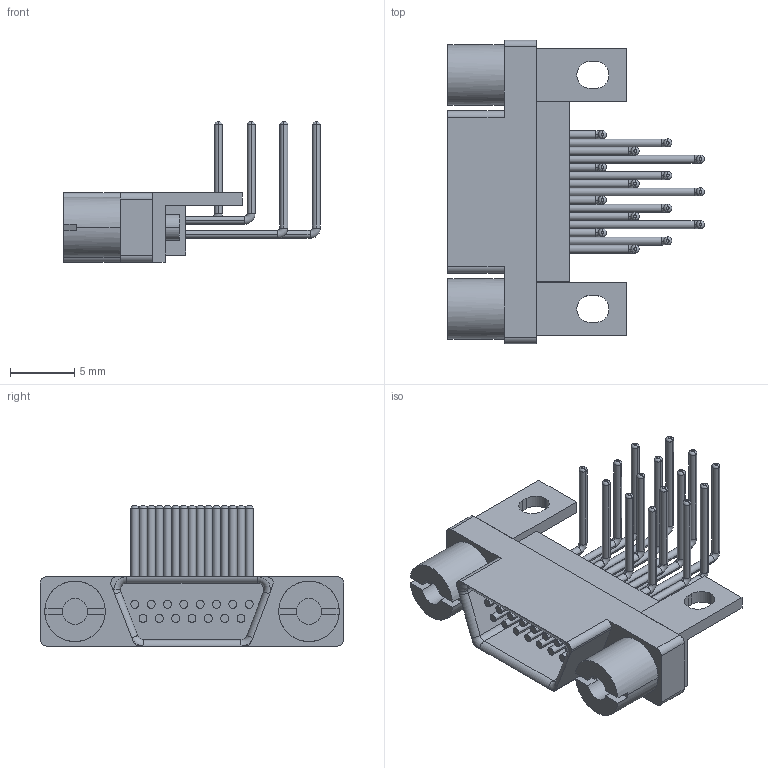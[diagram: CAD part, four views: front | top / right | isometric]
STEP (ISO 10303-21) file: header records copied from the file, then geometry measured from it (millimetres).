
FILE_DESCRIPTION (( 'STEP AP214' ), '1' );
FILE_NAME ('J30-15ZKW.STEP', '2022-08-25T09:04:25', ( '' ), ( '' ), 'SwSTEP 2.0', 'SolidWorks 2020', '' );
FILE_SCHEMA (( 'AUTOMOTIVE_DESIGN' ));
Length unit declared in the file: millimetre
Products named in the file (8): 渀褐10 12 14; J30-15ZKW; 渀褐9 11 13 15; 蹟翐; 翋极; L嘐隅璃; 渀褐2 4 6 8; 渀褐1357
Assembly tree (20 placements, depth 2):
  J30-15ZKW
    翋极
    渀褐1357  x4
    渀褐2 4 6 8  x4
    渀褐9 11 13 15  x4
    渀褐10 12 14  x3
    蹟翐  x2
    L嘐隅璃  x2
Bounding box: 19.97 x 23.6 x 10.9 mm (x, y, z)
Volume: 830.1 mm3; surface area: 2120.9 mm2
Topology: 22 solids, 22 shells, 309 faces, 707 edges, 456 vertices
Faces by surface type: cylinder 134, plane 110, torus 65
Entity records: 5262 total; most frequent: DIRECTION 977, CARTESIAN_POINT 822, ORIENTED_EDGE 768, AXIS2_PLACEMENT_3D 403, EDGE_CURVE 384, VERTEX_POINT 248, CIRCLE 213, EDGE_LOOP 192
